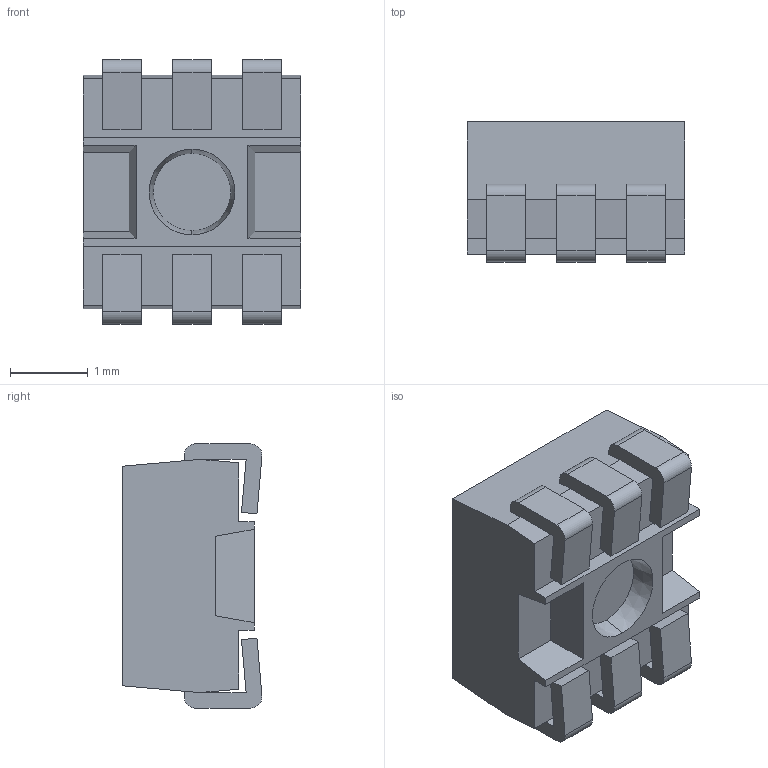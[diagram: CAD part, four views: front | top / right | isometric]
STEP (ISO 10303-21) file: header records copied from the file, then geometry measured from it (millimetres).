
FILE_DESCRIPTION (( 'STEP AP214' ), '1' );
FILE_NAME ('ASMT-YTB7-0AA02.STEP', '2015-02-04T18:52:06', ( 'Imran' ), ( '' ), 'SwSTEP 2.0', 'SolidWorks 2013', '' );
FILE_SCHEMA (( 'AUTOMOTIVE_DESIGN' ));
Length unit declared in the file: millimetre
Products named in the file (1): ASMT-YTB7-0AA02
Bounding box: 2.8 x 1.8 x 3.4 mm (x, y, z)
Volume: 13.1 mm3; surface area: 71.1 mm2
Topology: 2 solids, 2 shells, 134 faces, 354 edges, 232 vertices
Faces by surface type: plane 112, cylinder 12, cone 10
Entity records: 5372 total; most frequent: CARTESIAN_POINT 721, ORIENTED_EDGE 708, DIRECTION 668, EDGE_CURVE 354, LINE 310, VECTOR 310, VERTEX_POINT 232, AXIS2_PLACEMENT_3D 179
